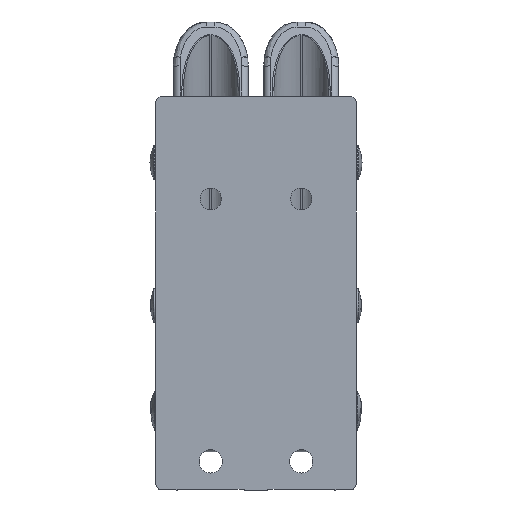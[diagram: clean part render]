
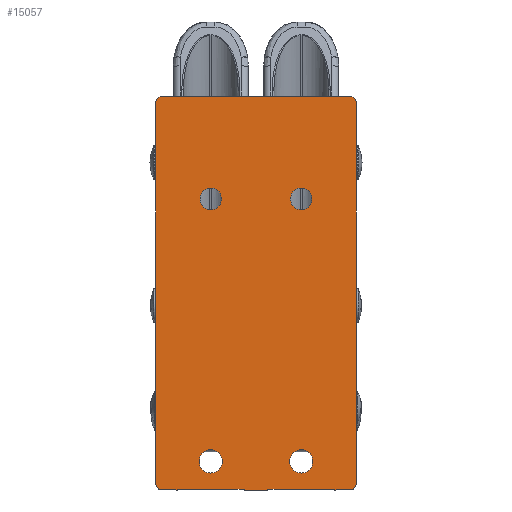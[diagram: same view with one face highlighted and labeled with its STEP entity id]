
A CAD part, front view. The second image highlights one B-rep face of the part: STEP entity #15057.
In plain terms, the highlighted planar face has unit normal (0, -1, 0).
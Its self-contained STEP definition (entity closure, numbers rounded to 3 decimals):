
#357=FACE_BOUND('',#3489,.T.);
#358=FACE_BOUND('',#3490,.T.);
#359=FACE_BOUND('',#3491,.T.);
#360=FACE_BOUND('',#3492,.T.);
#891=CIRCLE('',#15785,3.25);
#1041=CIRCLE('',#16090,2.);
#1043=CIRCLE('',#16093,2.);
#1044=CIRCLE('',#16098,3.5);
#1164=CIRCLE('',#16310,3.25);
#1314=CIRCLE('',#16621,2.);
#1315=CIRCLE('',#16622,2.);
#1316=CIRCLE('',#16623,3.5);
#1691=PLANE('',#16620);
#2545=FACE_OUTER_BOUND('',#3488,.T.);
#3488=EDGE_LOOP('',(#13194,#13195,#13196,#13197,#13198,#13199,#13200,#13201,
#13202,#13203,#13204,#13205,#13206,#13207,#13208,#13209));
#3489=EDGE_LOOP('',(#13210));
#3490=EDGE_LOOP('',(#13211));
#3491=EDGE_LOOP('',(#13212));
#3492=EDGE_LOOP('',(#13213));
#3750=LINE('',#21477,#4460);
#3848=LINE('',#24205,#4558);
#3885=LINE('',#24704,#4595);
#3910=LINE('',#24991,#4620);
#3919=LINE('',#25058,#4629);
#4042=LINE('',#27559,#4752);
#4043=LINE('',#27606,#4753);
#4062=LINE('',#28015,#4772);
#4093=LINE('',#28211,#4803);
#4133=LINE('',#28554,#4843);
#4149=LINE('',#28635,#4859);
#4213=LINE('',#29457,#4923);
#4460=VECTOR('',#17090,10.);
#4558=VECTOR('',#17748,10.);
#4595=VECTOR('',#17935,10.);
#4620=VECTOR('',#18060,10.);
#4629=VECTOR('',#18111,10.);
#4752=VECTOR('',#18914,10.);
#4753=VECTOR('',#18923,10.);
#4772=VECTOR('',#19032,10.);
#4803=VECTOR('',#19157,10.);
#4843=VECTOR('',#19325,10.);
#4859=VECTOR('',#19391,10.);
#4923=VECTOR('',#19699,10.);
#5799=VERTEX_POINT('',#21474);
#5800=VERTEX_POINT('',#21476);
#6058=VERTEX_POINT('',#24202);
#6059=VERTEX_POINT('',#24204);
#6152=VERTEX_POINT('',#24701);
#6153=VERTEX_POINT('',#24703);
#6192=VERTEX_POINT('',#24990);
#6207=VERTEX_POINT('',#25136);
#6449=VERTEX_POINT('',#27542);
#6450=VERTEX_POINT('',#27553);
#6451=VERTEX_POINT('',#27558);
#6457=VERTEX_POINT('',#27603);
#6458=VERTEX_POINT('',#27605);
#6512=VERTEX_POINT('',#28012);
#6513=VERTEX_POINT('',#28014);
#6583=VERTEX_POINT('',#28208);
#6584=VERTEX_POINT('',#28210);
#6655=VERTEX_POINT('',#28552);
#6669=VERTEX_POINT('',#28713);
#6911=VERTEX_POINT('',#31120);
#7290=EDGE_CURVE('',#5799,#5800,#3750,.T.);
#7695=EDGE_CURVE('',#6058,#6059,#3848,.T.);
#7814=EDGE_CURVE('',#6152,#6153,#3885,.T.);
#7885=EDGE_CURVE('',#6192,#5800,#3910,.T.);
#7905=EDGE_CURVE('',#6153,#5799,#3919,.T.);
#7931=EDGE_CURVE('',#6207,#6207,#891,.T.);
#8331=EDGE_CURVE('',#6059,#6449,#1041,.T.);
#8333=EDGE_CURVE('',#6192,#6058,#1043,.T.);
#8337=EDGE_CURVE('',#6450,#6450,#1044,.T.);
#8338=EDGE_CURVE('',#6449,#6451,#4042,.T.);
#8345=EDGE_CURVE('',#6458,#6457,#4043,.T.);
#8417=EDGE_CURVE('',#6513,#6512,#4062,.T.);
#8498=EDGE_CURVE('',#6584,#6583,#4093,.T.);
#8602=EDGE_CURVE('',#6655,#6583,#4133,.T.);
#8629=EDGE_CURVE('',#6512,#6584,#4149,.T.);
#8655=EDGE_CURVE('',#6669,#6669,#1164,.T.);
#8793=EDGE_CURVE('',#6152,#6513,#4213,.T.);
#9057=EDGE_CURVE('',#6655,#6458,#1314,.T.);
#9058=EDGE_CURVE('',#6457,#6451,#1315,.T.);
#9059=EDGE_CURVE('',#6911,#6911,#1316,.T.);
#13194=ORIENTED_EDGE('',*,*,#8338,.F.);
#13195=ORIENTED_EDGE('',*,*,#8331,.F.);
#13196=ORIENTED_EDGE('',*,*,#7695,.F.);
#13197=ORIENTED_EDGE('',*,*,#8333,.F.);
#13198=ORIENTED_EDGE('',*,*,#7885,.T.);
#13199=ORIENTED_EDGE('',*,*,#7290,.F.);
#13200=ORIENTED_EDGE('',*,*,#7905,.F.);
#13201=ORIENTED_EDGE('',*,*,#7814,.F.);
#13202=ORIENTED_EDGE('',*,*,#8793,.T.);
#13203=ORIENTED_EDGE('',*,*,#8417,.T.);
#13204=ORIENTED_EDGE('',*,*,#8629,.T.);
#13205=ORIENTED_EDGE('',*,*,#8498,.T.);
#13206=ORIENTED_EDGE('',*,*,#8602,.F.);
#13207=ORIENTED_EDGE('',*,*,#9057,.T.);
#13208=ORIENTED_EDGE('',*,*,#8345,.T.);
#13209=ORIENTED_EDGE('',*,*,#9058,.T.);
#13210=ORIENTED_EDGE('',*,*,#8337,.F.);
#13211=ORIENTED_EDGE('',*,*,#7931,.F.);
#13212=ORIENTED_EDGE('',*,*,#9059,.T.);
#13213=ORIENTED_EDGE('',*,*,#8655,.T.);
#15057=ADVANCED_FACE('',(#2545,#357,#358,#359,#360),#1691,.T.);
#15785=AXIS2_PLACEMENT_3D('',#25138,#18175,#18176);
#16090=AXIS2_PLACEMENT_3D('',#27543,#18889,#18890);
#16093=AXIS2_PLACEMENT_3D('',#27546,#18895,#18896);
#16098=AXIS2_PLACEMENT_3D('',#27555,#18908,#18909);
#16310=AXIS2_PLACEMENT_3D('',#28715,#19455,#19456);
#16620=AXIS2_PLACEMENT_3D('',#31117,#20182,#20183);
#16621=AXIS2_PLACEMENT_3D('',#31118,#20184,#20185);
#16622=AXIS2_PLACEMENT_3D('',#31119,#20186,#20187);
#16623=AXIS2_PLACEMENT_3D('',#31121,#20188,#20189);
#17090=DIRECTION('',(0.,0.,-1.));
#17748=DIRECTION('',(0.,0.,1.));
#17935=DIRECTION('',(0.,0.,1.));
#18060=DIRECTION('',(1.,0.,0.));
#18111=DIRECTION('',(-1.,0.,0.));
#18175=DIRECTION('center_axis',(0.,-1.,0.));
#18176=DIRECTION('ref_axis',(1.,0.,0.));
#18889=DIRECTION('center_axis',(0.,1.,0.));
#18890=DIRECTION('ref_axis',(-1.,0.,0.));
#18895=DIRECTION('center_axis',(0.,1.,0.));
#18896=DIRECTION('ref_axis',(-1.,0.,0.));
#18908=DIRECTION('center_axis',(0.,-1.,0.));
#18909=DIRECTION('ref_axis',(1.,0.,0.));
#18914=DIRECTION('',(1.,0.,0.));
#18923=DIRECTION('',(0.,0.,1.));
#19032=DIRECTION('',(0.,0.,1.));
#19157=DIRECTION('',(0.,0.,-1.));
#19325=DIRECTION('',(-1.,0.,0.));
#19391=DIRECTION('',(1.,0.,0.));
#19455=DIRECTION('center_axis',(0.,1.,0.));
#19456=DIRECTION('ref_axis',(-1.,0.,0.));
#19699=DIRECTION('',(1.,0.,0.));
#20182=DIRECTION('center_axis',(0.,-1.,0.));
#20183=DIRECTION('ref_axis',(0.,0.,-1.));
#20184=DIRECTION('center_axis',(0.,-1.,0.));
#20185=DIRECTION('ref_axis',(1.,0.,0.));
#20186=DIRECTION('center_axis',(0.,-1.,0.));
#20187=DIRECTION('ref_axis',(1.,0.,0.));
#20188=DIRECTION('center_axis',(0.,1.,0.));
#20189=DIRECTION('ref_axis',(-1.,0.,0.));
#21474=CARTESIAN_POINT('',(-37.2,0.,-55.3));
#21476=CARTESIAN_POINT('',(-37.2,0.,-55.5));
#21477=CARTESIAN_POINT('',(-37.2,0.,30.892));
#24202=CARTESIAN_POINT('',(-43.8,0.,-53.5));
#24204=CARTESIAN_POINT('',(-43.8,0.,61.));
#24205=CARTESIAN_POINT('',(-43.8,0.,0.));
#24701=CARTESIAN_POINT('',(-17.2,0.,-55.5));
#24703=CARTESIAN_POINT('',(-17.2,0.,-55.3));
#24704=CARTESIAN_POINT('',(-17.2,0.,30.892));
#24990=CARTESIAN_POINT('',(-41.8,0.,-55.5));
#24991=CARTESIAN_POINT('',(-13.6,0.,-55.5));
#25058=CARTESIAN_POINT('',(-27.2,0.,-55.3));
#25136=CARTESIAN_POINT('',(-27.2,0.,35.35));
#25138=CARTESIAN_POINT('Origin',(-27.2,0.,
32.1));
#27542=CARTESIAN_POINT('',(-41.8,0.,63.));
#27543=CARTESIAN_POINT('Origin',(-41.8,0.,
61.));
#27546=CARTESIAN_POINT('Origin',(-41.8,0.,
-53.5));
#27553=CARTESIAN_POINT('',(-27.2,0.,-43.4));
#27555=CARTESIAN_POINT('Origin',(-27.2,0.,-46.9));
#27558=CARTESIAN_POINT('',(14.6,0.,63.));
#27559=CARTESIAN_POINT('',(-13.6,0.,63.));
#27603=CARTESIAN_POINT('',(16.6,0.,61.));
#27605=CARTESIAN_POINT('',(16.6,0.,-53.5));
#27606=CARTESIAN_POINT('',(16.6,0.,0.));
#28012=CARTESIAN_POINT('',(-10.,0.,-55.3));
#28014=CARTESIAN_POINT('',(-10.,0.,-55.5));
#28015=CARTESIAN_POINT('',(-10.,0.,30.892));
#28208=CARTESIAN_POINT('',(10.,0.,-55.5));
#28210=CARTESIAN_POINT('',(10.,0.,-55.3));
#28211=CARTESIAN_POINT('',(10.,0.,30.892));
#28552=CARTESIAN_POINT('',(14.6,0.,-55.5));
#28554=CARTESIAN_POINT('',(-13.6,0.,-55.5));
#28635=CARTESIAN_POINT('',(0.,0.,-55.3));
#28713=CARTESIAN_POINT('',(0.,0.,35.35));
#28715=CARTESIAN_POINT('Origin',(0.,0.,32.1));
#29457=CARTESIAN_POINT('',(-13.6,0.,-55.5));
#31117=CARTESIAN_POINT('Origin',(0.,0.,63.));
#31118=CARTESIAN_POINT('Origin',(14.6,0.,
-53.5));
#31119=CARTESIAN_POINT('Origin',(14.6,0.,
61.));
#31120=CARTESIAN_POINT('',(0.,0.,-43.4));
#31121=CARTESIAN_POINT('Origin',(0.,0.,-46.9));
